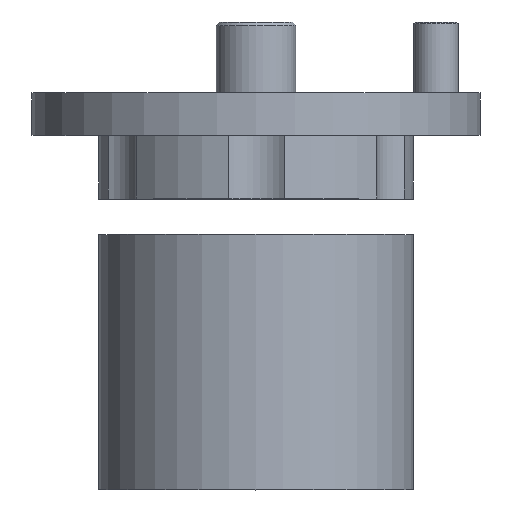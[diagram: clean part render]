
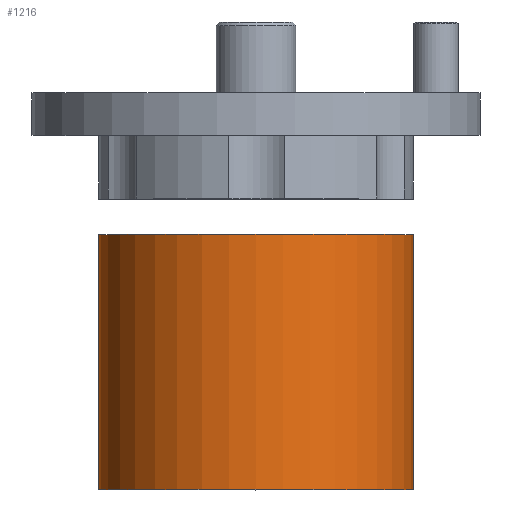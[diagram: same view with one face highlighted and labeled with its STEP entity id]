
A CAD part, top view. The second image highlights one B-rep face of the part: STEP entity #1216.
In plain terms, the highlighted cylindrical face has radius 44.45 mm (diameter 88.9 mm), a full revolution.
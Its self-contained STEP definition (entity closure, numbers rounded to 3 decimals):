
#68=LINE('',#2098,#123);
#123=VECTOR('',#1740,44.45);
#178=CYLINDRICAL_SURFACE('',#1379,44.45);
#300=FACE_OUTER_BOUND('',#418,.T.);
#418=EDGE_LOOP('',(#1081,#1082,#1083,#1084));
#542=CIRCLE('',#1378,44.45);
#543=CIRCLE('',#1380,44.45);
#648=VERTEX_POINT('',#2094);
#649=VERTEX_POINT('',#2097);
#798=EDGE_CURVE('',#648,#648,#542,.T.);
#799=EDGE_CURVE('',#648,#649,#68,.T.);
#800=EDGE_CURVE('',#649,#649,#543,.T.);
#1081=ORIENTED_EDGE('',*,*,#798,.F.);
#1082=ORIENTED_EDGE('',*,*,#799,.T.);
#1083=ORIENTED_EDGE('',*,*,#800,.T.);
#1084=ORIENTED_EDGE('',*,*,#799,.F.);
#1216=ADVANCED_FACE('',(#300),#178,.T.);
#1378=AXIS2_PLACEMENT_3D('',#2095,#1736,#1737);
#1379=AXIS2_PLACEMENT_3D('',#2096,#1738,#1739);
#1380=AXIS2_PLACEMENT_3D('',#2099,#1741,#1742);
#1736=DIRECTION('center_axis',(0.,-1.,0.));
#1737=DIRECTION('ref_axis',(1.,0.,0.));
#1738=DIRECTION('center_axis',(0.,-1.,0.));
#1739=DIRECTION('ref_axis',(1.,0.,0.));
#1740=DIRECTION('',(0.,1.,0.));
#1741=DIRECTION('center_axis',(0.,-1.,0.));
#1742=DIRECTION('ref_axis',(1.,0.,0.));
#2094=CARTESIAN_POINT('',(2.98,-153.1,217.648));
#2095=CARTESIAN_POINT('Origin',(47.43,-153.1,217.648));
#2096=CARTESIAN_POINT('Origin',(47.43,-81.1,217.648));
#2097=CARTESIAN_POINT('',(2.98,-81.1,217.648));
#2098=CARTESIAN_POINT('',(2.98,-81.1,217.648));
#2099=CARTESIAN_POINT('Origin',(47.43,-81.1,217.648));
